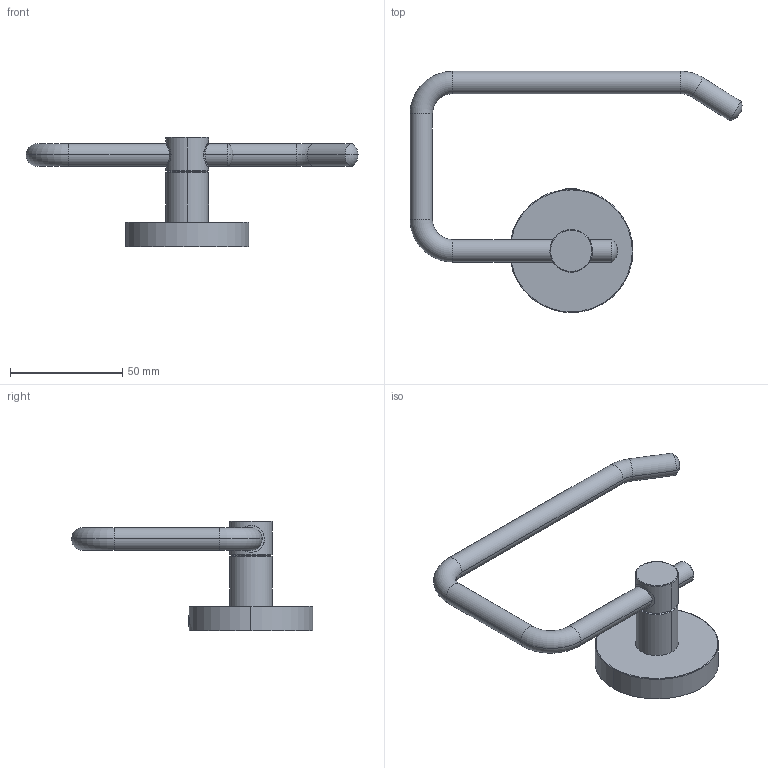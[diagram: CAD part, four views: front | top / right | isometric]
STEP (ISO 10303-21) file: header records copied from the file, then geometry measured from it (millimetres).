
FILE_DESCRIPTION((''),'2;1');
FILE_NAME('90307A_ASM','2024-03-11T',('Administrator'),(''),'PRO/ENGINEER BY PARAMETRIC TECHNOLOGY CORPORATION, 2010280','PRO/ENGINEER BY PARAMETRIC TECHNOLOGY CORPORATION, 2010280','');
FILE_SCHEMA(('CONFIG_CONTROL_DESIGN'));
Length unit declared in the file: millimetre
Products named in the file (11): MDC0034WBN; MGC1084ZBN; MWC0330ZBN; SCT0042WBK; MZC0075WXX; BLC0008WXX; BLC0057WXX; BLC0086WXX; BLC0107WXX; SCT0055WXX; 90307A_ASM
Assembly tree (11 placements, depth 2):
  90307A_ASM
    MDC0034WBN
    MGC1084ZBN
    MWC0330ZBN
    SCT0042WBK  x2
    MZC0075WXX
    BLC0008WXX
    BLC0057WXX
    BLC0086WXX
    BLC0107WXX
    SCT0055WXX
Bounding box: 147.94 x 107.5 x 49 mm (x, y, z)
Volume: 41970.9 mm3; surface area: 27762 mm2
Topology: 11 solids, 12 shells, 334 faces, 853 edges, 533 vertices
Faces by surface type: cylinder 172, plane 78, torus 26, bspline 26, cone 22, sphere 10
Entity records: 20476 total; most frequent: CARTESIAN_POINT 12774, ORIENTED_EDGE 1670, DIRECTION 1365, EDGE_CURVE 837, VERTEX_POINT 529, AXIS2_PLACEMENT_3D 499, VECTOR 367, LINE 367
